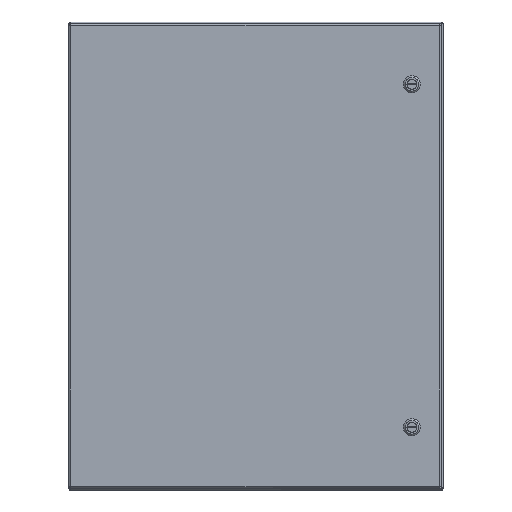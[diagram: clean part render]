
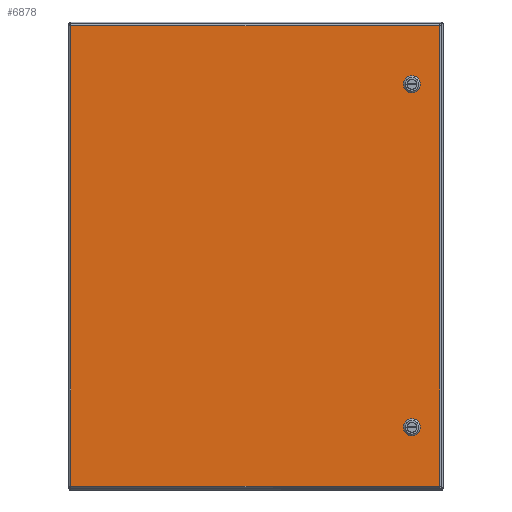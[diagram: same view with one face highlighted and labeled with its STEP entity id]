
A CAD part, top view. The second image highlights one B-rep face of the part: STEP entity #6878.
In plain terms, the highlighted face is planar.
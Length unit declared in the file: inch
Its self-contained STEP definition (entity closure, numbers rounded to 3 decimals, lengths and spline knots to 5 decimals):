
#4935=CARTESIAN_POINT('',(2.08762,4.275,0.0));
#4936=VERTEX_POINT('',#4935);
#4943=CARTESIAN_POINT('',(2.275,4.08762,0.0));
#4944=VERTEX_POINT('',#4943);
#4945=CARTESIAN_POINT('',(1.875,3.875,0.0));
#4946=DIRECTION('',(0.0,0.0,1.0));
#4947=DIRECTION('',(-0.469,-0.883,0.0));
#4948=AXIS2_PLACEMENT_3D('',#4945,#4946,#4947);
#4949=CIRCLE('',#4948,0.453);
#4950=EDGE_CURVE('',#4944,#4936,#4949,.T.);
#4975=CARTESIAN_POINT('',(2.275,3.66238,0.0));
#4976=VERTEX_POINT('',#4975);
#4977=CARTESIAN_POINT('',(2.275,3.66238,0.0));
#4978=DIRECTION('',(0.0,1.0,0.0));
#4979=VECTOR('',#4978,0.42525);
#4980=LINE('',#4977,#4979);
#4981=EDGE_CURVE('',#4976,#4944,#4980,.T.);
#5007=CARTESIAN_POINT('',(2.08762,3.475,0.0));
#5008=VERTEX_POINT('',#5007);
#5009=CARTESIAN_POINT('',(1.875,3.875,0.0));
#5010=DIRECTION('',(0.0,0.0,1.0));
#5011=DIRECTION('',(-0.883,0.469,0.0));
#5012=AXIS2_PLACEMENT_3D('',#5009,#5010,#5011);
#5013=CIRCLE('',#5012,0.453);
#5014=EDGE_CURVE('',#5008,#4976,#5013,.T.);
#5039=CARTESIAN_POINT('',(1.66238,3.475,0.0));
#5040=VERTEX_POINT('',#5039);
#5041=CARTESIAN_POINT('',(1.66238,3.475,0.0));
#5042=DIRECTION('',(1.0,0.0,0.0));
#5043=VECTOR('',#5042,0.42525);
#5044=LINE('',#5041,#5043);
#5045=EDGE_CURVE('',#5040,#5008,#5044,.T.);
#5071=CARTESIAN_POINT('',(1.475,3.66238,0.0));
#5072=VERTEX_POINT('',#5071);
#5073=CARTESIAN_POINT('',(1.875,3.875,0.0));
#5074=DIRECTION('',(0.0,0.0,1.0));
#5075=DIRECTION('',(0.469,0.883,0.0));
#5076=AXIS2_PLACEMENT_3D('',#5073,#5074,#5075);
#5077=CIRCLE('',#5076,0.453);
#5078=EDGE_CURVE('',#5072,#5040,#5077,.T.);
#5103=CARTESIAN_POINT('',(1.475,4.08762,0.0));
#5104=VERTEX_POINT('',#5103);
#5105=CARTESIAN_POINT('',(1.475,4.08762,0.0));
#5106=DIRECTION('',(0.0,-1.0,0.0));
#5107=VECTOR('',#5106,0.42525);
#5108=LINE('',#5105,#5107);
#5109=EDGE_CURVE('',#5104,#5072,#5108,.T.);
#5135=CARTESIAN_POINT('',(1.66238,4.275,0.0));
#5136=VERTEX_POINT('',#5135);
#5137=CARTESIAN_POINT('',(1.875,3.875,0.0));
#5138=DIRECTION('',(0.0,0.0,1.0));
#5139=DIRECTION('',(0.883,-0.469,0.0));
#5140=AXIS2_PLACEMENT_3D('',#5137,#5138,#5139);
#5141=CIRCLE('',#5140,0.453);
#5142=EDGE_CURVE('',#5136,#5104,#5141,.T.);
#5165=CARTESIAN_POINT('',(2.08762,4.275,0.0));
#5166=DIRECTION('',(-1.0,0.0,0.0));
#5167=VECTOR('',#5166,0.42525);
#5168=LINE('',#5165,#5167);
#5169=EDGE_CURVE('',#4936,#5136,#5168,.T.);
#5191=CARTESIAN_POINT('',(2.08762,26.275,0.0));
#5192=VERTEX_POINT('',#5191);
#5199=CARTESIAN_POINT('',(2.275,26.08762,0.0));
#5200=VERTEX_POINT('',#5199);
#5201=CARTESIAN_POINT('',(1.875,25.875,0.0));
#5202=DIRECTION('',(0.0,0.0,1.0));
#5203=DIRECTION('',(-0.469,-0.883,0.0));
#5204=AXIS2_PLACEMENT_3D('',#5201,#5202,#5203);
#5205=CIRCLE('',#5204,0.453);
#5206=EDGE_CURVE('',#5200,#5192,#5205,.T.);
#5231=CARTESIAN_POINT('',(2.275,25.66238,0.0));
#5232=VERTEX_POINT('',#5231);
#5233=CARTESIAN_POINT('',(2.275,25.66238,0.0));
#5234=DIRECTION('',(0.0,1.0,0.0));
#5235=VECTOR('',#5234,0.42525);
#5236=LINE('',#5233,#5235);
#5237=EDGE_CURVE('',#5232,#5200,#5236,.T.);
#5263=CARTESIAN_POINT('',(2.08762,25.475,0.0));
#5264=VERTEX_POINT('',#5263);
#5265=CARTESIAN_POINT('',(1.875,25.875,0.0));
#5266=DIRECTION('',(0.0,0.0,1.0));
#5267=DIRECTION('',(-0.883,0.469,0.0));
#5268=AXIS2_PLACEMENT_3D('',#5265,#5266,#5267);
#5269=CIRCLE('',#5268,0.453);
#5270=EDGE_CURVE('',#5264,#5232,#5269,.T.);
#5295=CARTESIAN_POINT('',(1.66238,25.475,0.0));
#5296=VERTEX_POINT('',#5295);
#5297=CARTESIAN_POINT('',(1.66238,25.475,0.0));
#5298=DIRECTION('',(1.0,0.0,0.0));
#5299=VECTOR('',#5298,0.42525);
#5300=LINE('',#5297,#5299);
#5301=EDGE_CURVE('',#5296,#5264,#5300,.T.);
#5327=CARTESIAN_POINT('',(1.475,25.66238,0.0));
#5328=VERTEX_POINT('',#5327);
#5329=CARTESIAN_POINT('',(1.875,25.875,0.0));
#5330=DIRECTION('',(0.0,0.0,1.0));
#5331=DIRECTION('',(0.469,0.883,0.0));
#5332=AXIS2_PLACEMENT_3D('',#5329,#5330,#5331);
#5333=CIRCLE('',#5332,0.453);
#5334=EDGE_CURVE('',#5328,#5296,#5333,.T.);
#5359=CARTESIAN_POINT('',(1.475,26.08762,0.0));
#5360=VERTEX_POINT('',#5359);
#5361=CARTESIAN_POINT('',(1.475,26.08762,0.0));
#5362=DIRECTION('',(0.0,-1.0,0.0));
#5363=VECTOR('',#5362,0.42525);
#5364=LINE('',#5361,#5363);
#5365=EDGE_CURVE('',#5360,#5328,#5364,.T.);
#5391=CARTESIAN_POINT('',(1.66238,26.275,0.0));
#5392=VERTEX_POINT('',#5391);
#5393=CARTESIAN_POINT('',(1.875,25.875,0.0));
#5394=DIRECTION('',(0.0,0.0,1.0));
#5395=DIRECTION('',(0.883,-0.469,0.0));
#5396=AXIS2_PLACEMENT_3D('',#5393,#5394,#5395);
#5397=CIRCLE('',#5396,0.453);
#5398=EDGE_CURVE('',#5392,#5360,#5397,.T.);
#5421=CARTESIAN_POINT('',(2.08762,26.275,0.0));
#5422=DIRECTION('',(-1.0,0.0,0.0));
#5423=VECTOR('',#5422,0.42525);
#5424=LINE('',#5421,#5423);
#5425=EDGE_CURVE('',#5192,#5392,#5424,.T.);
#5876=CARTESIAN_POINT('',(23.76975,0.10525,0.));
#5877=VERTEX_POINT('',#5876);
#5888=CARTESIAN_POINT('',(23.76975,29.64475,0.));
#5889=VERTEX_POINT('',#5888);
#5890=CARTESIAN_POINT('',(23.76975,29.64475,0.0));
#5891=DIRECTION('',(0.0,-1.0,0.0));
#5892=VECTOR('',#5891,29.5395);
#5893=LINE('',#5890,#5892);
#5894=EDGE_CURVE('',#5889,#5877,#5893,.T.);
#6046=CARTESIAN_POINT('',(0.10525,0.10525,0.));
#6047=VERTEX_POINT('',#6046);
#6058=CARTESIAN_POINT('',(23.76975,0.10525,0.0));
#6059=DIRECTION('',(-1.0,0.0,0.0));
#6060=VECTOR('',#6059,23.6645);
#6061=LINE('',#6058,#6060);
#6062=EDGE_CURVE('',#5877,#6047,#6061,.T.);
#6323=CARTESIAN_POINT('',(0.10525,29.64475,0.));
#6324=VERTEX_POINT('',#6323);
#6335=CARTESIAN_POINT('',(0.10525,0.10525,0.0));
#6336=DIRECTION('',(0.0,1.0,0.0));
#6337=VECTOR('',#6336,29.5395);
#6338=LINE('',#6335,#6337);
#6339=EDGE_CURVE('',#6047,#6324,#6338,.T.);
#6604=CARTESIAN_POINT('',(0.10525,29.64475,0.0));
#6605=DIRECTION('',(1.0,0.0,0.0));
#6606=VECTOR('',#6605,23.6645);
#6607=LINE('',#6604,#6606);
#6608=EDGE_CURVE('',#6324,#5889,#6607,.T.);
#6847=CARTESIAN_POINT('',(11.9375,14.875,0.0));
#6848=DIRECTION('',(0.0,0.0,1.0));
#6849=DIRECTION('',(1.0,0.0,0.0));
#6850=AXIS2_PLACEMENT_3D('',#6847,#6848,#6849);
#6851=PLANE('',#6850);
#6852=ORIENTED_EDGE('',*,*,#5894,.T.);
#6853=ORIENTED_EDGE('',*,*,#6062,.T.);
#6854=ORIENTED_EDGE('',*,*,#6339,.T.);
#6855=ORIENTED_EDGE('',*,*,#6608,.T.);
#6856=EDGE_LOOP('',(#6852,#6853,#6854,#6855));
#6857=FACE_OUTER_BOUND('',#6856,.T.);
#6858=ORIENTED_EDGE('',*,*,#4950,.T.);
#6859=ORIENTED_EDGE('',*,*,#5169,.T.);
#6860=ORIENTED_EDGE('',*,*,#5142,.T.);
#6861=ORIENTED_EDGE('',*,*,#5109,.T.);
#6862=ORIENTED_EDGE('',*,*,#5078,.T.);
#6863=ORIENTED_EDGE('',*,*,#5045,.T.);
#6864=ORIENTED_EDGE('',*,*,#5014,.T.);
#6865=ORIENTED_EDGE('',*,*,#4981,.T.);
#6866=EDGE_LOOP('',(#6858,#6859,#6860,#6861,#6862,#6863,#6864,#6865));
#6867=FACE_BOUND('',#6866,.T.);
#6868=ORIENTED_EDGE('',*,*,#5206,.T.);
#6869=ORIENTED_EDGE('',*,*,#5425,.T.);
#6870=ORIENTED_EDGE('',*,*,#5398,.T.);
#6871=ORIENTED_EDGE('',*,*,#5365,.T.);
#6872=ORIENTED_EDGE('',*,*,#5334,.T.);
#6873=ORIENTED_EDGE('',*,*,#5301,.T.);
#6874=ORIENTED_EDGE('',*,*,#5270,.T.);
#6875=ORIENTED_EDGE('',*,*,#5237,.T.);
#6876=EDGE_LOOP('',(#6868,#6869,#6870,#6871,#6872,#6873,#6874,#6875));
#6877=FACE_BOUND('',#6876,.T.);
#6878=ADVANCED_FACE('',(#6857,#6867,#6877),#6851,.F.);
